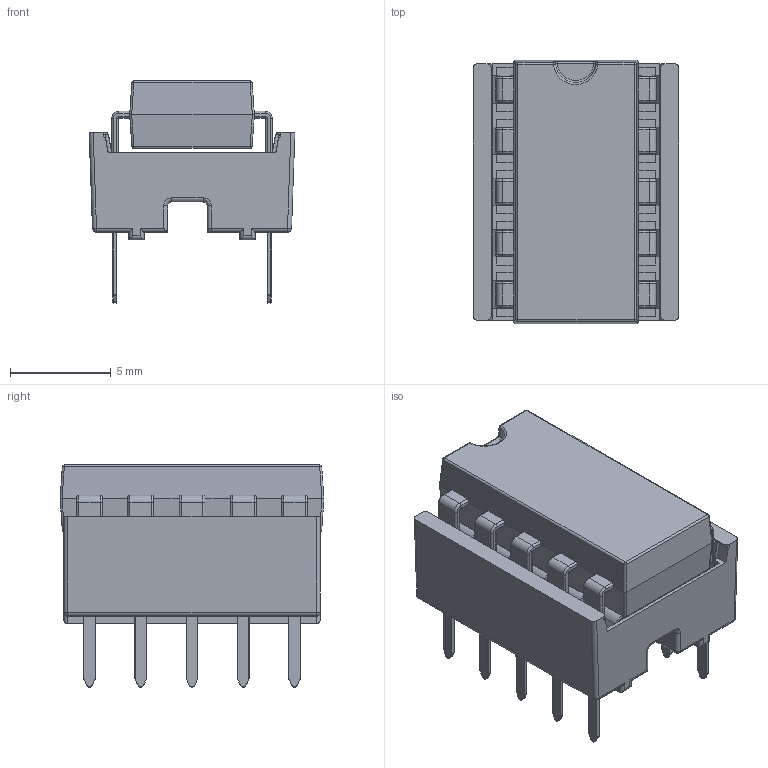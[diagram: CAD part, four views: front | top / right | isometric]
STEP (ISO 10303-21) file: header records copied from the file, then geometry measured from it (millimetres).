
FILE_DESCRIPTION(/* description */ (''),/* implementation_level */ '2;1');
FILE_NAME(/* name */ 'DIP-10 W7.62mm IC with Socket.stp',/* time_stamp */ '2019-09-26T15:46:03+02:00',/* author */ ('PCB-Tech'),/* organization */ (''),/* preprocessor_version */ 'ST-DEVELOPER v17.2',/* originating_system */ 'Autodesk Inventor 2019',/* authorisation */ '');
FILE_SCHEMA (('AUTOMOTIVE_DESIGN { 1 0 10303 214 3 1 1 }'));
Length unit declared in the file: millimetre
Products named in the file (6): DIP-10 W7.62mm IC with Socket; Stamped Dual Wipe Contact for DIP Sockets; Body DIP-10 P7.62mm Socket; DIP-10 W7.62mm Package; DIP-10 W7.62; IC Beinchen
Assembly tree (23 placements, depth 3):
  DIP-10 W7.62mm IC with Socket
    Stamped Dual Wipe Contact for DIP Sockets  x10
    Body DIP-10 P7.62mm Socket
    DIP-10 W7.62mm Package
      IC Beinchen  x10
      DIP-10 W7.62
Bounding box: 10.2 x 13.07 x 11.01 mm (x, y, z)
Volume: 620.1 mm3; surface area: 1689.8 mm2
Topology: 22 solids, 22 shells, 3970 faces, 9636 edges, 5777 vertices
Faces by surface type: plane 1245, cylinder 1165, bspline 900, torus 505, sphere 155
Entity records: 29512 total; most frequent: CARTESIAN_POINT 11596, ORIENTED_EDGE 3798, DIRECTION 3535, EDGE_CURVE 1899, LINE 1219, VECTOR 1219, VERTEX_POINT 1177, AXIS2_PLACEMENT_3D 1158
